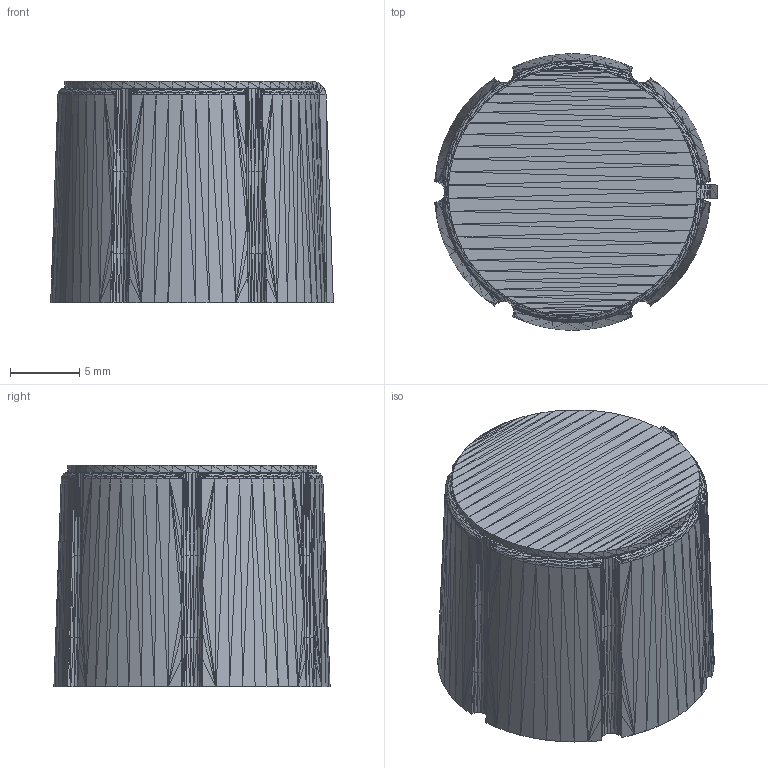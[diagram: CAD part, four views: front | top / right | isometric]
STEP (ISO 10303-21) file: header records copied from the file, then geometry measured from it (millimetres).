
FILE_DESCRIPTION(('FreeCAD Model'),'2;1');
FILE_NAME('Fusion.step','2020-03-23T13:52:36',( 'kicad StepUp'),('ksu MCAD'),'Open CASCADE STEP processor 7.3', 'FreeCAD','Unknown');
FILE_SCHEMA(('CONFIG_CONTROL_DESIGN','SHAPE_APPEARANCE_LAYER_MIM'));
Length unit declared in the file: millimetre
Products named in the file (1): Fusion
Bounding box: 20.44 x 19.98 x 16 mm (x, y, z)
Surface area: 2186.1 mm2 (no closed solid volume)
Topology: 0 solids, 3 shells, 2198 faces, 3888 edges, 1694 vertices
Faces by surface type: plane 2198
Entity records: 48278 total; most frequent: DIRECTION 8286, CARTESIAN_POINT 7781, ORIENTED_EDGE 7776, EDGE_CURVE 3888, LINE 3888, VECTOR 3888, AXIS2_PLACEMENT_3D 2199, ADVANCED_FACE 2198
